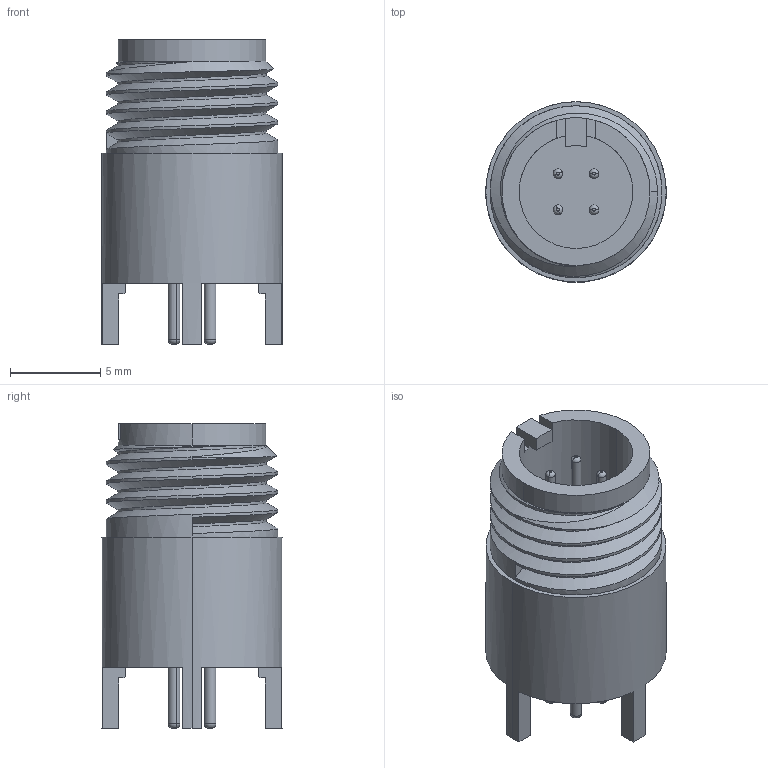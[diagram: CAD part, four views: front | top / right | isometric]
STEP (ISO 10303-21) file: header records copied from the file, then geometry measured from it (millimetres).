
FILE_DESCRIPTION (( 'STEP AP214' ), '1' );
FILE_NAME ('ÑÖÍÊ.434423.008ÑÁ_Âèëêà.STEP', '2018-10-29T10:09:06', ( 'User' ), ( '' ), 'SwSTEP 2.0', 'SolidWorks 2016', '' );
FILE_SCHEMA (( 'AUTOMOTIVE_DESIGN' ));
Length unit declared in the file: millimetre
Products named in the file (1): ÑÖÍÊ.434423.008ÑÁ_Âèëêà
Bounding box: 10 x 10 x 16.9 mm (x, y, z)
Volume: 811.1 mm3; surface area: 833.1 mm2
Topology: 1 solids, 1 shells, 106 faces, 264 edges, 169 vertices
Faces by surface type: cylinder 42, plane 37, torus 16, cone 8, bspline 3
Entity records: 5213 total; most frequent: CARTESIAN_POINT 1479, DIRECTION 561, ORIENTED_EDGE 528, EDGE_CURVE 264, AXIS2_PLACEMENT_3D 228, VERTEX_POINT 169, CIRCLE 124, EDGE_LOOP 115
